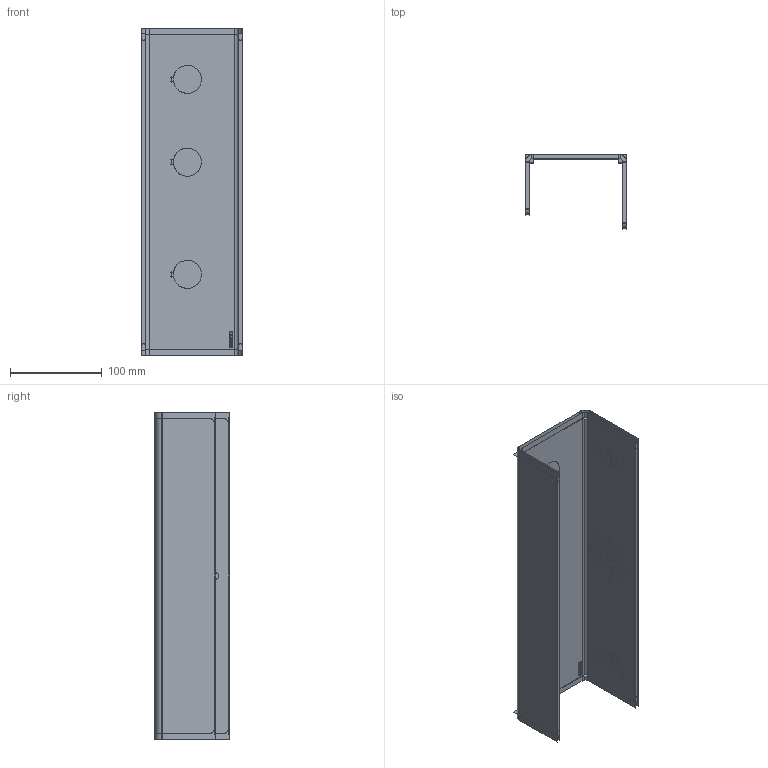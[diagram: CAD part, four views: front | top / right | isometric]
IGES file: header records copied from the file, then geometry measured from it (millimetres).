
Start section:  PTC IGES file: 218387.igs
Global section: file name: 218387.igs; native system: Creo Parametric by PTC Inc.; preprocessor: 2019292; author: PDMAdmin; organization: Unknown; date: 20200716.131017; units: millimetre
Bounding box: 110.83 x 81.9 x 356.62 mm (x, y, z)
Volume: 328899.4 mm3; surface area: 793736 mm2
Topology: 1 solids, 1 shells, 558 faces, 2774 edges, 3376 vertices
Faces by surface type: bspline 476, revolution 82
